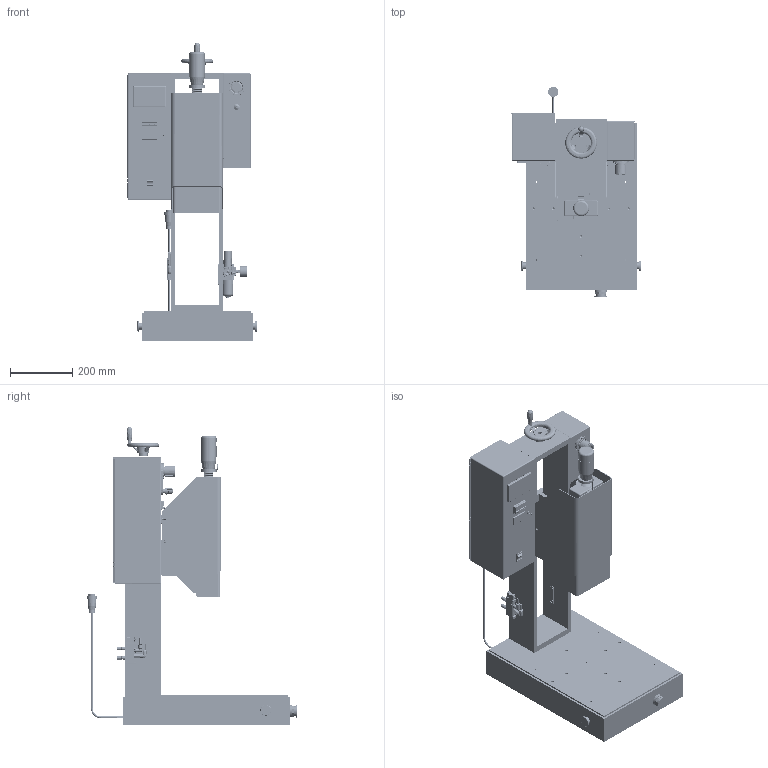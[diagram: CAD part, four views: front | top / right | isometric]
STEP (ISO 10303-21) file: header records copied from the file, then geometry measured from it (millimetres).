
FILE_DESCRIPTION(('', 'CAx-IF Rec.Pracs.---Representation and Presentation of Product Manufacturing Information (PMI)---4.0---2014-10-13'),'2;1');
FILE_NAME('VB5 VERTEX BASIC - EMAIL.STP', '2024-03-01T13:52:00',(''), (''), 'Kubotek Kosmos Version 5.3.13691.13691', 'KeyCreator Pro', '');
FILE_SCHEMA(('AP242_MANAGED_MODEL_BASED_3D_ENGINEERING_MIM_LF { 1 0 10303 442 4 1 4 }'));
Length unit declared in the file: inch
Bounding box: 414.62 x 674.61 x 955.72 mm (x, y, z)
Volume: 26564275.2 mm3; surface area: 3220182.2 mm2
Topology: 22 solids, 104 shells, 4794 faces, 12355 edges, 7974 vertices
Faces by surface type: plane 2577, cylinder 1071, cone 660, bspline 258, torus 187, sphere 41
Full cylindrical faces by diameter (mm): 1.27 x8, 2 x1, 2.362 x38, 2.388 x2, 2.438 x1, 2.6 x2, 2.8 x1, 2.9 x1, 3 x5, 3.05 x1, 3.175 x6, 3.2 x2, 3.454 x4, 3.5 x1, 3.8 x1, 3.81 x1, 3.9 x1, 4.039 x5, 4.3 x1, 4.42 x1, 4.445 x1, 4.5 x1, 4.75 x4, 4.762 x1, 4.775 x1, 4.864 x1, 5 x2, 5.08 x6, 5.105 x7, 5.207 x4
Entity records: 213284 total; most frequent: CARTESIAN_POINT 80874, ORIENTED_EDGE 24346, DIRECTION 23721, GENERAL_PROPERTY 14672, EDGE_CURVE 12312, AXIS2_PLACEMENT_3D 8046, VERTEX_POINT 7960, VECTOR 7629
